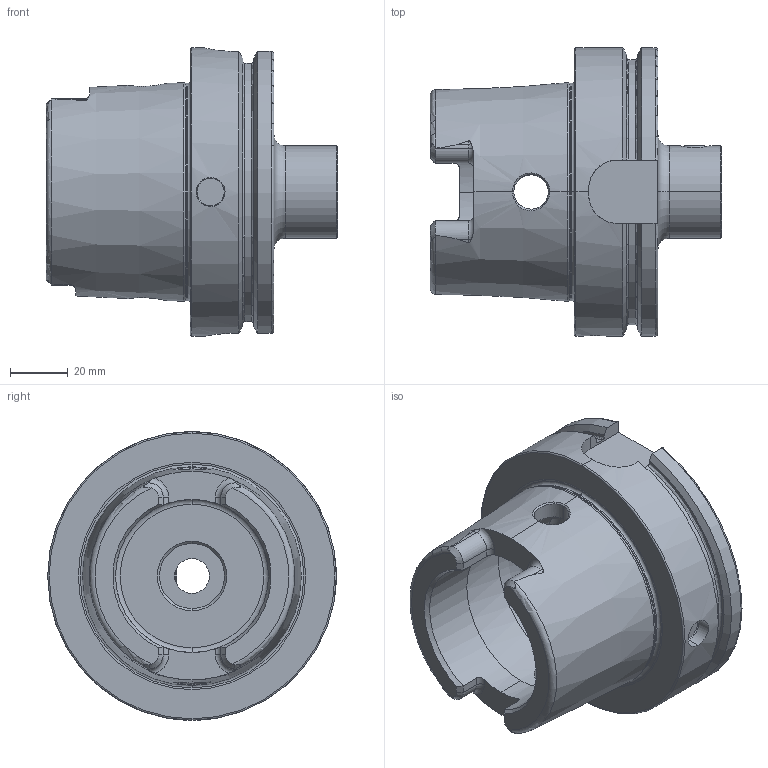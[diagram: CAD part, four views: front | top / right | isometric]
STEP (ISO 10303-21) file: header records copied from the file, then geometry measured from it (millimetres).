
FILE_DESCRIPTION (( 'STEP AP203' ), '1' );
FILE_NAME ('102.100.321.STEP', '2018-03-09T12:05:24', ( 'SWIAdmin' ), ( 'Hewlett-Packard Company' ), 'SwSTEP 2.0', 'SolidWorks 2017', '' );
FILE_SCHEMA (( 'CONFIG_CONTROL_DESIGN' ));
Length unit declared in the file: millimetre
Products named in the file (3): HA0-MB3.K01.051_B_Fertigbearbeitung; MB3-ER1.001.011_A; 102.100.321
Assembly tree (2 placements, depth 2):
  102.100.321
    HA0-MB3.K01.051_B_Fertigbearbeitung
    MB3-ER1.001.011_A
Bounding box: 100.9 x 100 x 100 mm (x, y, z)
Volume: 265685.4 mm3; surface area: 53095.1 mm2
Topology: 2 solids, 2 shells, 220 faces, 558 edges, 344 vertices
Faces by surface type: cylinder 67, plane 64, cone 48, torus 37, bspline 4
Entity records: 8332 total; most frequent: CARTESIAN_POINT 2811, ORIENTED_EDGE 1112, DIRECTION 1104, EDGE_CURVE 556, AXIS2_PLACEMENT_3D 452, VERTEX_POINT 344, EDGE_LOOP 232, CIRCLE 231
